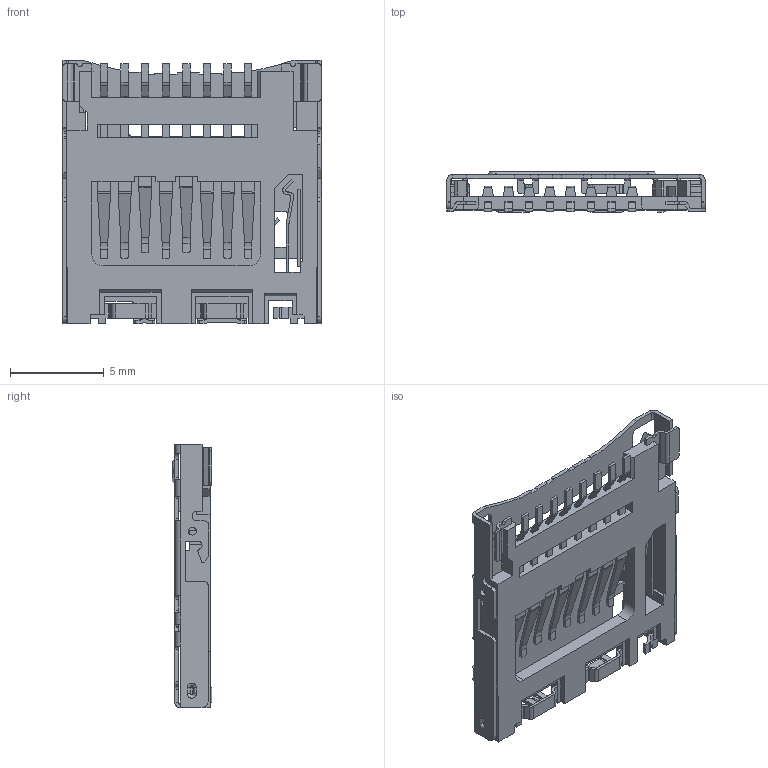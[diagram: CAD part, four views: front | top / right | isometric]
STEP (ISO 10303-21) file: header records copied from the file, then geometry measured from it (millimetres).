
FILE_DESCRIPTION (( 'STEP AP214' ), '1' );
FILE_NAME ('DM3CS-SF.STEP', '2020-04-26T04:01:29', ( '' ), ( '' ), 'SwSTEP 2.0', 'SolidWorks 2017', '' );
FILE_SCHEMA (( 'AUTOMOTIVE_DESIGN' ));
Length unit declared in the file: millimetre
Products named in the file (1): DM3CS-SF
Bounding box: 13.8 x 2.13 x 14.1 mm (x, y, z)
Volume: 127.9 mm3; surface area: 913.5 mm2
Topology: 17 solids, 17 shells, 1026 faces, 2787 edges, 1795 vertices
Faces by surface type: plane 728, cylinder 276, torus 16, cone 6
Entity records: 32283 total; most frequent: CARTESIAN_POINT 5735, ORIENTED_EDGE 5574, DIRECTION 5385, EDGE_CURVE 2787, VECTOR 2179, LINE 2179, VERTEX_POINT 1795, AXIS2_PLACEMENT_3D 1603
